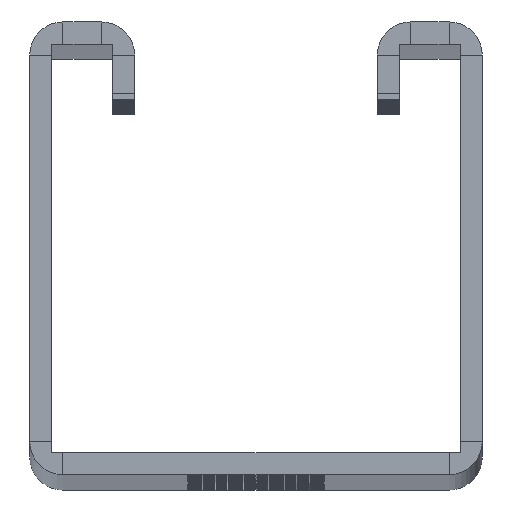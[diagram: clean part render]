
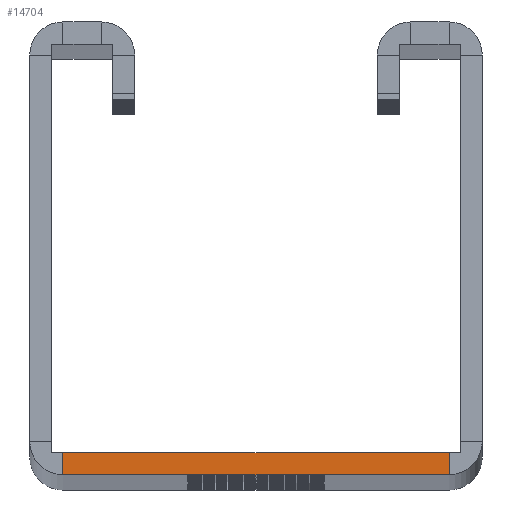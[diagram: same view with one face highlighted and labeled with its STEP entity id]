
A CAD part, top view. The second image highlights one B-rep face of the part: STEP entity #14704.
In plain terms, the highlighted planar face has unit normal (0, 0, 1).
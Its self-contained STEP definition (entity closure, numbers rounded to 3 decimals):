
#453 = VECTOR ( 'NONE', #9100, 1000. ) ;
#637 = CARTESIAN_POINT ( 'NONE',  ( 17.5, 2., 0. ) ) ;
#1940 = EDGE_CURVE ( 'NONE', #36279, #5735, #33198, .T. ) ;
#3333 = DIRECTION ( 'NONE',  ( 1., 0., 0. ) ) ;
#3987 = PLANE ( 'NONE',  #28778 ) ;
#5560 = CARTESIAN_POINT ( 'NONE',  ( -17.5, 2., 0. ) ) ;
#5735 = VERTEX_POINT ( 'NONE', #25140 ) ;
#6149 = ORIENTED_EDGE ( 'NONE', *, *, #27827, .F. ) ;
#7933 = VECTOR ( 'NONE', #48082, 1000. ) ;
#9100 = DIRECTION ( 'NONE',  ( 0., -1., 0. ) ) ;
#13572 = CARTESIAN_POINT ( 'NONE',  ( -17.5, 0., 0. ) ) ;
#14209 = DIRECTION ( 'NONE',  ( -1., 0., 0. ) ) ;
#14577 = EDGE_CURVE ( 'NONE', #36279, #40338, #48031, .T. ) ;
#14704 = ADVANCED_FACE ( 'NONE', ( #15344 ), #3987, .T. ) ;
#15344 = FACE_OUTER_BOUND ( 'NONE', #16774, .T. ) ;
#16774 = EDGE_LOOP ( 'NONE', ( #46567, #34381, #6149, #30053 ) ) ;
#20689 = CARTESIAN_POINT ( 'NONE',  ( -17.5, 2., 0. ) ) ;
#23936 = LINE ( 'NONE', #5560, #25151 ) ;
#25140 = CARTESIAN_POINT ( 'NONE',  ( 17.5, 0., 0. ) ) ;
#25151 = VECTOR ( 'NONE', #40792, 1000. ) ;
#25243 = CARTESIAN_POINT ( 'NONE',  ( 0., 0., 0. ) ) ;
#27827 = EDGE_CURVE ( 'NONE', #5735, #46117, #49747, .T. ) ;
#28778 = AXIS2_PLACEMENT_3D ( 'NONE', #38870, #50081, #3333 ) ;
#30053 = ORIENTED_EDGE ( 'NONE', *, *, #1940, .F. ) ;
#33198 = LINE ( 'NONE', #637, #453 ) ;
#34008 = CARTESIAN_POINT ( 'NONE',  ( 0., 2., 0. ) ) ;
#34381 = ORIENTED_EDGE ( 'NONE', *, *, #49522, .T. ) ;
#36279 = VERTEX_POINT ( 'NONE', #43652 ) ;
#38870 = CARTESIAN_POINT ( 'NONE',  ( -14., 38., 0. ) ) ;
#40338 = VERTEX_POINT ( 'NONE', #20689 ) ;
#40792 = DIRECTION ( 'NONE',  ( 0., -1., 0. ) ) ;
#43652 = CARTESIAN_POINT ( 'NONE',  ( 17.5, 2., 0. ) ) ;
#46117 = VERTEX_POINT ( 'NONE', #13572 ) ;
#46567 = ORIENTED_EDGE ( 'NONE', *, *, #14577, .T. ) ;
#48031 = LINE ( 'NONE', #34008, #49251 ) ;
#48082 = DIRECTION ( 'NONE',  ( -1., 0., 0. ) ) ;
#49251 = VECTOR ( 'NONE', #14209, 1000. ) ;
#49522 = EDGE_CURVE ( 'NONE', #40338, #46117, #23936, .T. ) ;
#49747 = LINE ( 'NONE', #25243, #7933 ) ;
#50081 = DIRECTION ( 'NONE',  ( 0., 0., 1. ) ) ;
